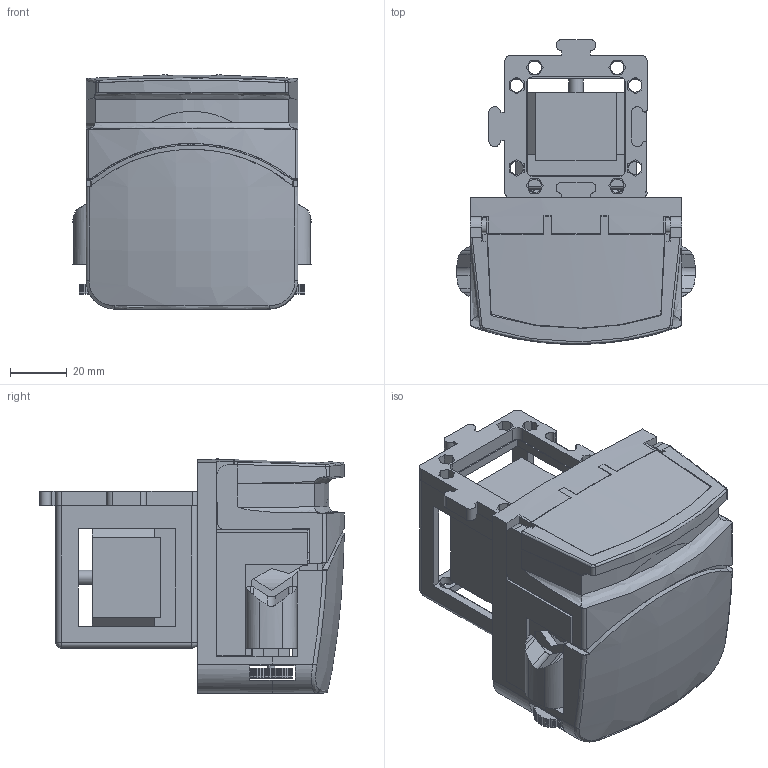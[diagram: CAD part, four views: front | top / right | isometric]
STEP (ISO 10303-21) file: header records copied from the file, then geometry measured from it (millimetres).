
FILE_DESCRIPTION(/* description */ (''),/* implementation_level */ '2;1');
FILE_NAME(/* name */ 'Assembly_Perestaltic_Pump_NEMA17.iam.step',/* time_stamp */ '2022-11-29T09:16:22+01:00',/* author */ ('diederichbenedict'),/* organization */ (''),/* preprocessor_version */ 'ST-DEVELOPER v18.1',/* originating_system */ 'Autodesk Inventor 2022',/* authorisation */ '');
FILE_SCHEMA (('AUTOMOTIVE_DESIGN { 1 0 10303 214 3 1 1 }'));
Length unit declared in the file: inch
Products named in the file (10): Assembly_Perestaltic_Pump_NEMA17; 40_Perestaltic_Pump_NEMA17_Body; 00_NEMA_17; 00_40_Perestaltic_Pump_NEMA17_Head; Pump Slide Gray; Pump Base1 Gray; MS-0227 r2 Pump Head Shaft Modified; Pump Front Cover gray; Pump Clamp gray; Pump Top Latch gray
Assembly tree (10 placements, depth 3):
  Assembly_Perestaltic_Pump_NEMA17
    40_Perestaltic_Pump_NEMA17_Body
    00_NEMA_17
    00_40_Perestaltic_Pump_NEMA17_Head
      Pump Slide Gray
      Pump Base1 Gray
      MS-0227 r2 Pump Head Shaft Modified
      Pump Front Cover gray
      Pump Clamp gray  x2
      Pump Top Latch gray
Bounding box: 83.79 x 107.07 x 82.27 mm (x, y, z)
Volume: 259522.3 mm3; surface area: 110212.6 mm2
Topology: 17 solids, 17 shells, 1039 faces, 2858 edges, 1867 vertices
Faces by surface type: plane 660, cylinder 308, torus 28, bspline 24, cone 14, sphere 5
Full cylindrical faces by diameter (mm): 2 x1, 2.54 x2, 2.8 x4, 3 x10, 3.2 x4, 4.064 x6, 4.319 x2, 4.394 x2, 4.485 x2, 4.7 x16, 5 x4, 5.436 x2, 5.5 x4, 5.7 x1, 6.8 x2, 7.6 x1, 8.645 x1, 8.712 x2, 9.2 x2, 9.982 x2, 11 x2, 13.894 x2, 15.24 x1, 16 x3, 16.332 x1, 16.51 x3, 22 x1, 25.4 x2, 28 x1
Entity records: 35752 total; most frequent: CARTESIAN_POINT 12086, ORIENTED_EDGE 4888, DIRECTION 4876, EDGE_CURVE 2444, AXIS2_PLACEMENT_3D 1630, LINE 1616, VECTOR 1616, VERTEX_POINT 1592
